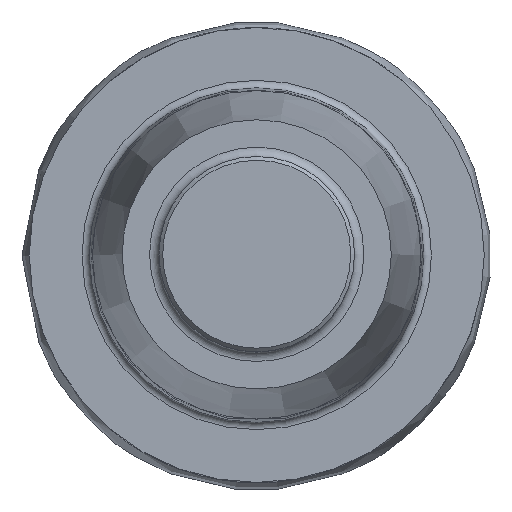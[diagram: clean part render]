
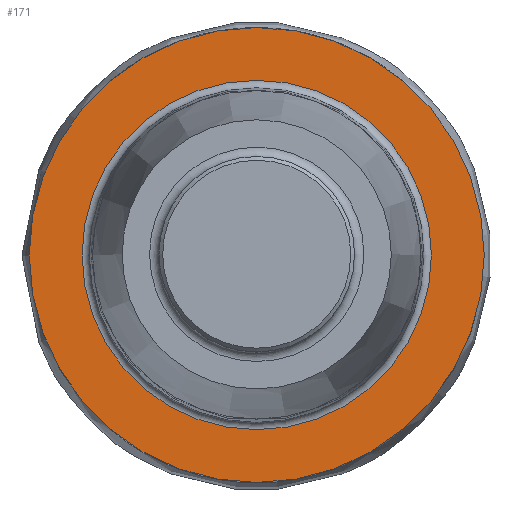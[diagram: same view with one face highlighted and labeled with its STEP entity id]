
A CAD part, top view. The second image highlights one B-rep face of the part: STEP entity #171.
In plain terms, the highlighted planar face has unit normal (0, 0, 1).
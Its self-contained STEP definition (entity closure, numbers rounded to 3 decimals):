
#142=PLANE('',#547);
#171=ADVANCED_FACE('',(#214,#215),#142,.F.);
#214=FACE_BOUND('',#248,.T.);
#215=FACE_BOUND('',#249,.T.);
#248=EDGE_LOOP('',(#306));
#249=EDGE_LOOP('',(#307));
#306=ORIENTED_EDGE('',*,*,#412,.T.);
#307=ORIENTED_EDGE('',*,*,#411,.F.);
#378=VERTEX_POINT('',#901);
#379=VERTEX_POINT('',#904);
#411=EDGE_CURVE('',#378,#378,#439,.T.);
#412=EDGE_CURVE('',#379,#379,#440,.T.);
#439=CIRCLE('',#544,12.1);
#440=CIRCLE('',#546,9.292);
#544=AXIS2_PLACEMENT_3D('',#900,#629,#630);
#546=AXIS2_PLACEMENT_3D('',#903,#633,#634);
#547=AXIS2_PLACEMENT_3D('',#905,#635,#636);
#629=DIRECTION('',(0.,0.,-1.));
#630=DIRECTION('',(-1.,0.,0.));
#633=DIRECTION('',(0.,0.,-1.));
#634=DIRECTION('',(-1.,0.,0.));
#635=DIRECTION('',(0.,0.,-1.));
#636=DIRECTION('',(-1.,0.,0.));
#900=CARTESIAN_POINT('',(0.,0.,0.));
#901=CARTESIAN_POINT('',(-12.1,0.,0.));
#903=CARTESIAN_POINT('',(0.,0.,0.));
#904=CARTESIAN_POINT('',(-9.292,0.,0.));
#905=CARTESIAN_POINT('',(-8.907,0.,0.));
